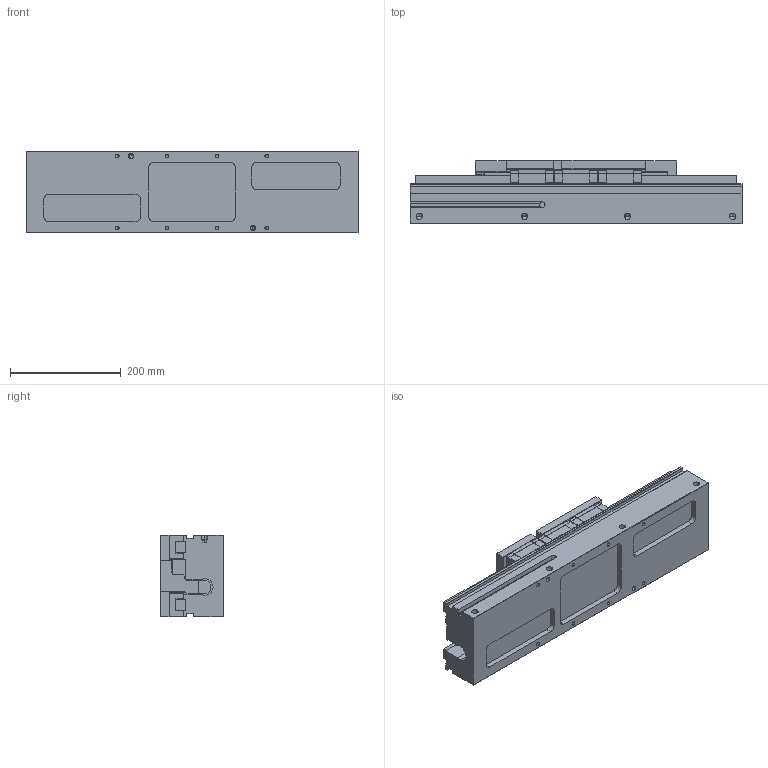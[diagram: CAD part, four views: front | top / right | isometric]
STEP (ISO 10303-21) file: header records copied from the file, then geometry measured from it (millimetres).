
FILE_DESCRIPTION (( 'STEP AP203' ), '1' );
FILE_NAME ('GPRS 60 corsa 150.STEP', '2011-10-26T13:00:34', ( 'BOLOGNESE' ), ( '' ), 'SwSTEP 2.0', 'SolidWorks 2009', '' );
FILE_SCHEMA (( 'CONFIG_CONTROL_DESIGN' ));
Length unit declared in the file: millimetre
Products named in the file (4): Slitta; Staffa; GPRS 60 corsa 150; Corpo
Assembly tree (5 placements, depth 2):
  GPRS 60 corsa 150
    Corpo
    Slitta  x2
    Staffa  x2
Bounding box: 600 x 114 x 148 mm (x, y, z)
Volume: 7296953.7 mm3; surface area: 619138.2 mm2
Topology: 5 solids, 5 shells, 689 faces, 1926 edges, 1250 vertices
Faces by surface type: plane 539, cylinder 102, cone 48
Entity records: 14138 total; most frequent: CARTESIAN_POINT 2416, ORIENTED_EDGE 2378, DIRECTION 2252, EDGE_CURVE 1189, VECTOR 1020, LINE 1020, VERTEX_POINT 780, AXIS2_PLACEMENT_3D 616
